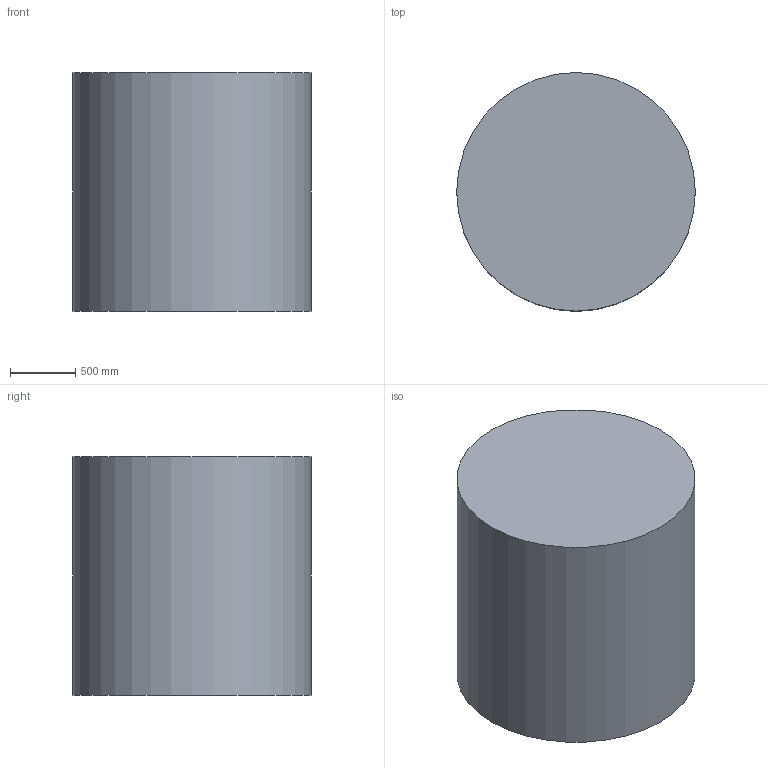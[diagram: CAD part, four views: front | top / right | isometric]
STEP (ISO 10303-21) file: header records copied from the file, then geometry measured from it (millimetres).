
FILE_DESCRIPTION(/* description */ ('Alibre Inc.'),/* implementation_level */ '2;1');
FILE_NAME(/* name */ 'export0',/* time_stamp */ '2017-01-16T06:06:24-08:00',/* author */ (''),/* organization */ (''),/* preprocessor_version */ 'ST-DEVELOPER v14',/* originating_system */ 'Alibre',/* authorisation */ '');
FILE_SCHEMA (('AUTOMOTIVE_DESIGN'));
Length unit declared in the file: centimetre
Bounding box: 1828.8 x 1828.8 x 1828.8 mm (x, y, z)
Volume: 4802096319 mm3; surface area: 15990714.4 mm2
Topology: 1 solids, 2 shells, 17 faces, 39 edges, 26 vertices
Faces by surface type: plane 6, torus 4, cylinder 3, bspline 2, cone 2
Full cylindrical faces by diameter (mm): 1828.8 x1
Entity records: 7759 total; most frequent: CARTESIAN_POINT 7442, ORIENTED_EDGE 68, EDGE_CURVE 34, DIRECTION 32, VERTEX_POINT 24, B_SPLINE_CURVE_WITH_KNOTS 22, EDGE_LOOP 20, FACE_BOUND 20
